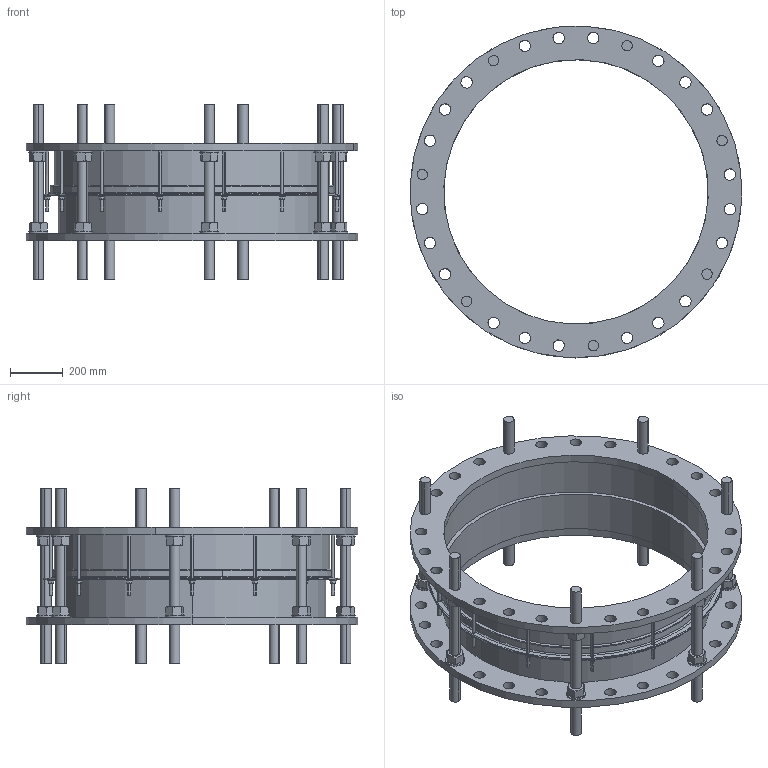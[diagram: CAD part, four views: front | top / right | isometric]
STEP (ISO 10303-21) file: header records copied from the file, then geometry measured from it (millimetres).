
FILE_DESCRIPTION (( 'STEP AP203' ), '1' );
FILE_NAME ('O_265_30_DN1000_step.STEP', '2015-06-05T05:57:40', ( '' ), ( '' ), 'SwSTEP 2.0', 'SolidWorks 2012', '' );
FILE_SCHEMA (( 'CONFIG_CONTROL_DESIGN' ));
Length unit declared in the file: millimetre
Products named in the file (1): O_265_30_DN1000_step
Bounding box: 1255 x 1255 x 665 mm (x, y, z)
Volume: 41458530.5 mm3; surface area: 5265450.5 mm2
Topology: 1 solids, 1 shells, 708 faces, 1752 edges, 1136 vertices
Faces by surface type: cylinder 284, plane 274, cone 144, torus 6
Entity records: 24743 total; most frequent: CARTESIAN_POINT 7807, ORIENTED_EDGE 3504, DIRECTION 3430, EDGE_CURVE 1752, AXIS2_PLACEMENT_3D 1417, VERTEX_POINT 1136, EDGE_LOOP 926, FACE_OUTER_BOUND 708
